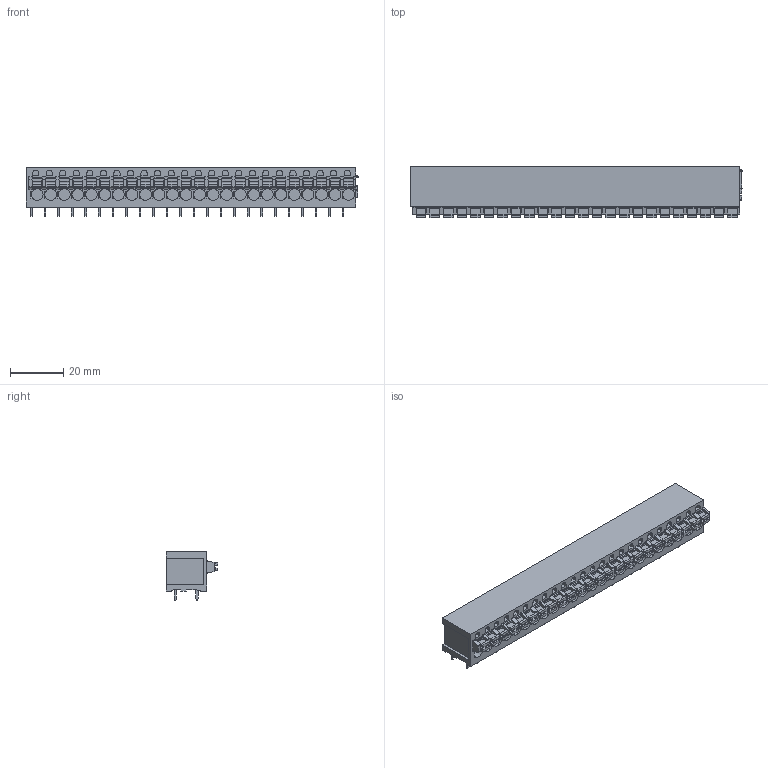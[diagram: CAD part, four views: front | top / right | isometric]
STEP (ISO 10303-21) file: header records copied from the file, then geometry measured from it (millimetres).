
FILE_DESCRIPTION(('CATIA V5 STEP Exchange','CAx-IF Rec.Pracs.--- Model Styling and Organization---1.4--- 2014-01-23'),'2;1');
FILE_NAME ('409601-1_0_1426050000_1426050000.stp','2021-07-07T13:48:43+00:00',('none'),('Weidmueller'),'CATIA Version 5-6 Release 2016 SP3 HF44','CATIA V5 STEP AP214','none');
FILE_SCHEMA(('AUTOMOTIVE_DESIGN { 1 0 10303 214 1 1 1 1 }'));
Length unit declared in the file: millimetre
Products named in the file (1): 1426050000
Bounding box: 124.57 x 19.2 x 18.3 mm (x, y, z)
Volume: 25896.2 mm3; surface area: 14918.4 mm2
Topology: 73 solids, 73 shells, 1622 faces, 4275 edges, 2850 vertices
Faces by surface type: plane 1243, cylinder 379
Entity records: 48504 total; most frequent: CARTESIAN_POINT 8568, ORIENTED_EDGE 8550, DIRECTION 6562, EDGE_CURVE 4275, VECTOR 3469, LINE 3469, VERTEX_POINT 2850, AXIS2_PLACEMENT_3D 1925
